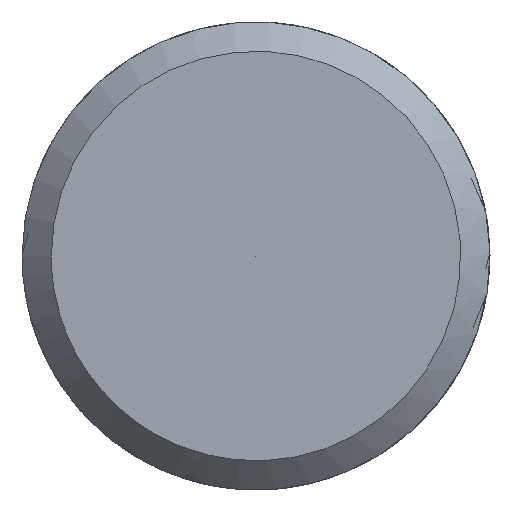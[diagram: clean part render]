
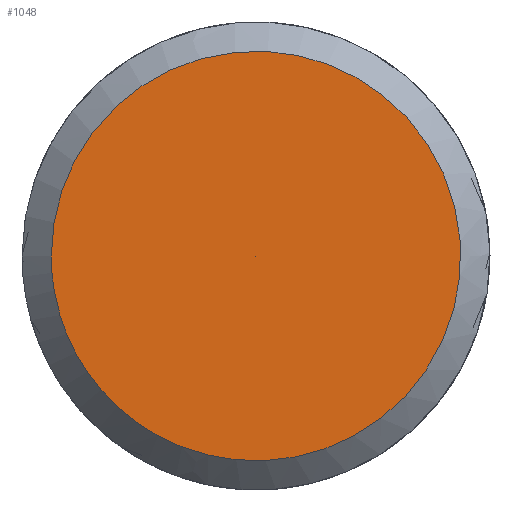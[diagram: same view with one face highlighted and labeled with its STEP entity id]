
A CAD part, left-side view. The second image highlights one B-rep face of the part: STEP entity #1048.
In plain terms, the highlighted free-form (B-spline) face has degree [5, 1] with [6, 2] control points.
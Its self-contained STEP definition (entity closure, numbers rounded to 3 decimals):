
#976 = CARTESIAN_POINT ('', (-51., 1.75, 0.));
#977 = VERTEX_POINT ('', #976);
#987 = CARTESIAN_POINT ('', (-51., 1.75, 0.));
#988 = CARTESIAN_POINT ('', (-51., 1.75, 7.));
#989 = CARTESIAN_POINT ('', (-51., -5.25, 3.5));
#990 = CARTESIAN_POINT ('', (-51., -5.25, -3.5));
#991 = CARTESIAN_POINT ('', (-51., 1.75, -7.));
#992 = CARTESIAN_POINT ('', (-51., 1.75, 0.));
#993 = (
   BOUNDED_CURVE ()
   B_SPLINE_CURVE (5, (#987, #988, #989, #990, #991, #992), .UNSPECIFIED., .T., .U.)
   B_SPLINE_CURVE_WITH_KNOTS ((6, 6), (0., 1.), .UNSPECIFIED.)
   CURVE ()
   GEOMETRIC_REPRESENTATION_ITEM ()
   RATIONAL_B_SPLINE_CURVE ((5., 1., 1., 1., 1., 5.))
   REPRESENTATION_ITEM ('')
);
#994 = EDGE_CURVE ('', #977, #977, #993, .T.);
#1024 = CARTESIAN_POINT ('', (-51., 0., 0.));
#1025 = VERTEX_POINT ('', #1024);
#1026 = CARTESIAN_POINT ('', (-51., 1.75, 0.));
#1027 = CARTESIAN_POINT ('', (-51., 0., 0.));
#1028 = B_SPLINE_CURVE_WITH_KNOTS ('', 1, (#1026, #1027), .UNSPECIFIED., .F., .U., (2, 2), (0., 1.), .UNSPECIFIED.);
#1029 = EDGE_CURVE ('', #977, #1025, #1028, .T.);
#1030 = ORIENTED_EDGE ('', *, *, #1029, .F.);
#1031 = ORIENTED_EDGE ('', *, *, #994, .T.);
#1032 = ORIENTED_EDGE ('', *, *, #1029, .T.);
#1033 = EDGE_LOOP ('', (#1030, #1031, #1032));
#1034 = FACE_OUTER_BOUND ('', #1033, .F.);
#1035 = CARTESIAN_POINT ('', (-51., 1.75, 0.));
#1036 = CARTESIAN_POINT ('', (-51., 0., 0.));
#1037 = CARTESIAN_POINT ('', (-51., 1.75, 7.));
#1038 = CARTESIAN_POINT ('', (-51., 0., 0.));
#1039 = CARTESIAN_POINT ('', (-51., -5.25, 3.5));
#1040 = CARTESIAN_POINT ('', (-51., 0., 0.));
#1041 = CARTESIAN_POINT ('', (-51., -5.25, -3.5));
#1042 = CARTESIAN_POINT ('', (-51., 0., 0.));
#1043 = CARTESIAN_POINT ('', (-51., 1.75, -7.));
#1044 = CARTESIAN_POINT ('', (-51., 0., 0.));
#1045 = CARTESIAN_POINT ('', (-51., 1.75, 0.));
#1046 = CARTESIAN_POINT ('', (-51., 0., 0.));
#1047 = (
   BOUNDED_SURFACE ()
   B_SPLINE_SURFACE (5, 1, ((#1035, #1036), (#1037, #1038), (#1039, #1040), (#1041, #1042), (#1043, #1044), (#1045, #1046)), .UNSPECIFIED., .T., .F., .U.)
   B_SPLINE_SURFACE_WITH_KNOTS ((6, 6), (2, 2), (0., 1.), (0., 1.), .UNSPECIFIED.)
   SURFACE ()
   GEOMETRIC_REPRESENTATION_ITEM ()
   RATIONAL_B_SPLINE_SURFACE (((5., 5.), (1., 1.), (1., 1.), (1., 1.), (1., 1.), (5., 5.)))
   REPRESENTATION_ITEM ('')
);
#1048 = ADVANCED_FACE ('', (#1034), #1047, .F.);
